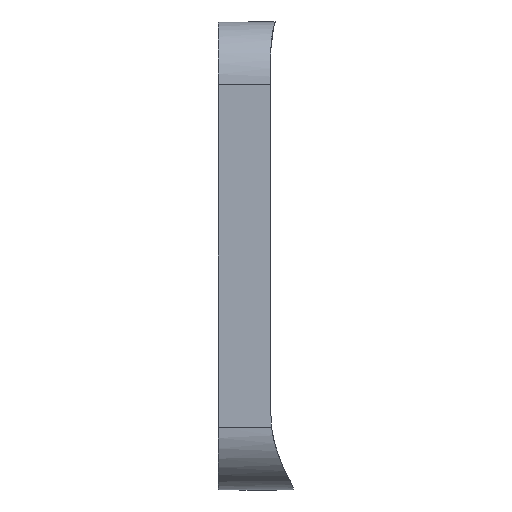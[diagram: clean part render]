
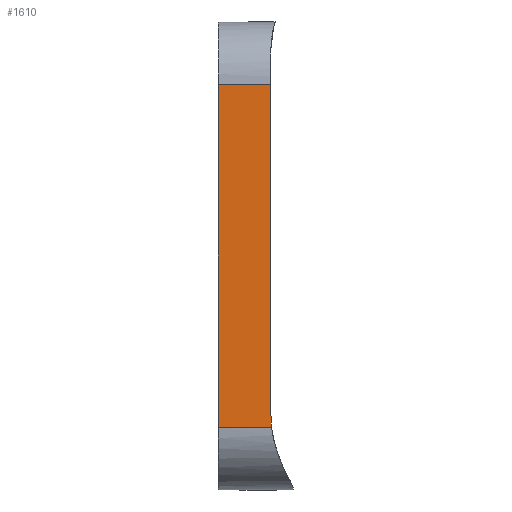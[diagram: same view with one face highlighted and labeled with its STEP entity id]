
A CAD part, left-side view. The second image highlights one B-rep face of the part: STEP entity #1610.
In plain terms, the highlighted planar face has unit normal (-1, 0, 0).
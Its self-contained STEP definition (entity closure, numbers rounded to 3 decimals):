
#29 = CARTESIAN_POINT ( 'NONE',  ( 0., 0., -6. ) ) ;
#94 = CARTESIAN_POINT ( 'NONE',  ( 0., -5., -20.452 ) ) ;
#206 = VECTOR ( 'NONE', #2733, 1000. ) ;
#250 = VERTEX_POINT ( 'NONE', #294 ) ;
#269 = LINE ( 'NONE', #2403, #2710 ) ;
#279 = VERTEX_POINT ( 'NONE', #1504 ) ;
#294 = CARTESIAN_POINT ( 'NONE',  ( 0., -5.082, -38.6 ) ) ;
#308 = EDGE_CURVE ( 'NONE', #1295, #2330, #776, .T. ) ;
#345 = CARTESIAN_POINT ( 'NONE',  ( 0., -18., -6. ) ) ;
#639 = CARTESIAN_POINT ( 'NONE',  ( 0., -5.028, -38.152 ) ) ;
#663 = ORIENTED_EDGE ( 'NONE', *, *, #2172, .T. ) ;
#776 = LINE ( 'NONE', #1970, #206 ) ;
#863 = EDGE_LOOP ( 'NONE', ( #928, #1054, #3099, #663, #1509 ) ) ;
#928 = ORIENTED_EDGE ( 'NONE', *, *, #1347, .F. ) ;
#959 = DIRECTION ( 'NONE',  ( 0., 0., -1. ) ) ;
#1054 = ORIENTED_EDGE ( 'NONE', *, *, #308, .T. ) ;
#1148 = LINE ( 'NONE', #94, #2334 ) ;
#1295 = VERTEX_POINT ( 'NONE', #1534 ) ;
#1347 = EDGE_CURVE ( 'NONE', #1295, #2873, #1148, .T. ) ;
#1501 = AXIS2_PLACEMENT_3D ( 'NONE', #345, #2429, #2412 ) ;
#1504 = CARTESIAN_POINT ( 'NONE',  ( 0., 0., -38.6 ) ) ;
#1509 = ORIENTED_EDGE ( 'NONE', *, *, #1790, .T. ) ;
#1528 = PLANE ( 'NONE',  #1501 ) ;
#1534 = CARTESIAN_POINT ( 'NONE',  ( 0., -5., -6. ) ) ;
#1610 = ADVANCED_FACE ( 'NONE', ( #2461 ), #1528, .T. ) ;
#1790 = EDGE_CURVE ( 'NONE', #250, #2873, #1844, .T. ) ;
#1814 = CARTESIAN_POINT ( 'NONE',  ( 0., -5.082, -38.6 ) ) ;
#1844 = B_SPLINE_CURVE_WITH_KNOTS ( 'NONE', 3,
 ( #1814, #639, #2344, #2596 ),
 .UNSPECIFIED., .F., .F.,
 ( 4, 4 ),
 ( 0., 1. ),
 .UNSPECIFIED. ) ;
#1881 = VECTOR ( 'NONE', #959, 1000. ) ;
#1970 = CARTESIAN_POINT ( 'NONE',  ( 0., -18., -6. ) ) ;
#2018 = DIRECTION ( 'NONE',  ( 0., 0., -1. ) ) ;
#2038 = EDGE_CURVE ( 'NONE', #2330, #279, #2485, .T. ) ;
#2149 = DIRECTION ( 'NONE',  ( 0., -1., 0. ) ) ;
#2172 = EDGE_CURVE ( 'NONE', #279, #250, #269, .T. ) ;
#2233 = CARTESIAN_POINT ( 'NONE',  ( 0., -5., -37.25 ) ) ;
#2330 = VERTEX_POINT ( 'NONE', #29 ) ;
#2334 = VECTOR ( 'NONE', #2018, 1000. ) ;
#2344 = CARTESIAN_POINT ( 'NONE',  ( 0., -5., -37.702 ) ) ;
#2403 = CARTESIAN_POINT ( 'NONE',  ( 0., -18., -38.6 ) ) ;
#2412 = DIRECTION ( 'NONE',  ( 0., 0., 1. ) ) ;
#2429 = DIRECTION ( 'NONE',  ( -1., 0., 0. ) ) ;
#2461 = FACE_OUTER_BOUND ( 'NONE', #863, .T. ) ;
#2485 = LINE ( 'NONE', #3124, #1881 ) ;
#2596 = CARTESIAN_POINT ( 'NONE',  ( 0., -5., -37.25 ) ) ;
#2710 = VECTOR ( 'NONE', #2149, 1000. ) ;
#2733 = DIRECTION ( 'NONE',  ( 0., 1., 0. ) ) ;
#2873 = VERTEX_POINT ( 'NONE', #2233 ) ;
#3099 = ORIENTED_EDGE ( 'NONE', *, *, #2038, .T. ) ;
#3124 = CARTESIAN_POINT ( 'NONE',  ( 0., 0., -6. ) ) ;
